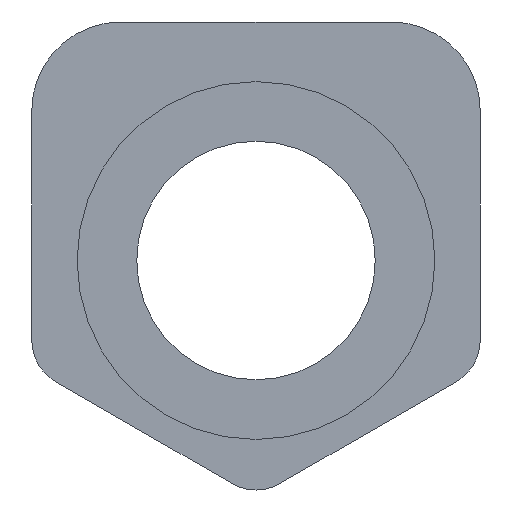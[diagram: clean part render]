
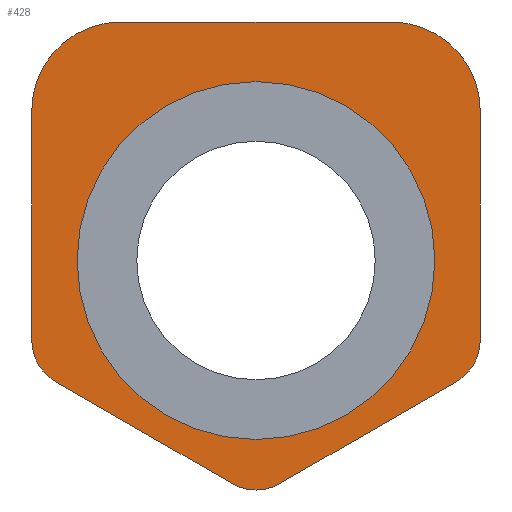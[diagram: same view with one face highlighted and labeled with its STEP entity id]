
A CAD part, front view. The second image highlights one B-rep face of the part: STEP entity #428.
In plain terms, the highlighted planar face has unit normal (0, -1, 0).
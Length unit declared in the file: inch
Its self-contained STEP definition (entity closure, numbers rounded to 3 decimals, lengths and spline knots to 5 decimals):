
#13 = VERTEX_POINT ( 'NONE', #176 ) ;
#14 = CARTESIAN_POINT ( 'NONE',  ( -0.21, 0., -0.12698 ) ) ;
#18 = CARTESIAN_POINT ( 'NONE',  ( -0.21, 0., -0.12698 ) ) ;
#28 = CARTESIAN_POINT ( 'NONE',  ( 0.235, 0., -0.08368 ) ) ;
#36 = ORIENTED_EDGE ( 'NONE', *, *, #179, .T. ) ;
#42 = VERTEX_POINT ( 'NONE', #413 ) ;
#53 = ORIENTED_EDGE ( 'NONE', *, *, #351, .F. ) ;
#55 = CARTESIAN_POINT ( 'NONE',  ( -0.025, 0., -0.23379 ) ) ;
#60 = CARTESIAN_POINT ( 'NONE',  ( -0.142, 0., 0.25 ) ) ;
#68 = AXIS2_PLACEMENT_3D ( 'NONE', #391, #488, #222 ) ;
#78 = VERTEX_POINT ( 'NONE', #350 ) ;
#83 = EDGE_CURVE ( 'NONE', #42, #318, #454, .T. ) ;
#89 = CARTESIAN_POINT ( 'NONE',  ( 0.025, 0., -0.23379 ) ) ;
#90 = EDGE_CURVE ( 'NONE', #451, #119, #204, .T. ) ;
#95 = CARTESIAN_POINT ( 'NONE',  ( -0.235, 0., 0.11554 ) ) ;
#104 = DIRECTION ( 'NONE',  ( 0., 1., 0. ) ) ;
#112 = DIRECTION ( 'NONE',  ( 0., -1., 0. ) ) ;
#114 = EDGE_CURVE ( 'NONE', #302, #406, #513, .T. ) ;
#118 = DIRECTION ( 'NONE',  ( 0., 0., -1. ) ) ;
#119 = VERTEX_POINT ( 'NONE', #129 ) ;
#120 = CARTESIAN_POINT ( 'NONE',  ( 0., 0., -0.1875 ) ) ;
#122 = ORIENTED_EDGE ( 'NONE', *, *, #671, .T. ) ;
#129 = CARTESIAN_POINT ( 'NONE',  ( 0., 0., 0.1875 ) ) ;
#154 = VERTEX_POINT ( 'NONE', #28 ) ;
#155 = DIRECTION ( 'NONE',  ( 0., 0., -1. ) ) ;
#160 = EDGE_CURVE ( 'NONE', #154, #13, #558, .T. ) ;
#165 = CARTESIAN_POINT ( 'NONE',  ( 0.025, 0., -0.23379 ) ) ;
#172 = DIRECTION ( 'NONE',  ( 0.866, 0., -0.5 ) ) ;
#176 = CARTESIAN_POINT ( 'NONE',  ( 0.235, 0., 0.157 ) ) ;
#177 = DIRECTION ( 'NONE',  ( 0., 1., 0. ) ) ;
#179 = EDGE_CURVE ( 'NONE', #318, #78, #577, .T. ) ;
#199 = VERTEX_POINT ( 'NONE', #55 ) ;
#203 = CARTESIAN_POINT ( 'NONE',  ( 0., 0., 0. ) ) ;
#204 = CIRCLE ( 'NONE', #656, 0.1875 ) ;
#210 = DIRECTION ( 'NONE',  ( 0., 0., 1. ) ) ;
#217 = CARTESIAN_POINT ( 'NONE',  ( 0.235, 0., 0.11554 ) ) ;
#222 = DIRECTION ( 'NONE',  ( 0., 0., 1. ) ) ;
#230 = CARTESIAN_POINT ( 'NONE',  ( -0.04771, 0., 0.11554 ) ) ;
#267 = DIRECTION ( 'NONE',  ( 0., 0., 1. ) ) ;
#271 = DIRECTION ( 'NONE',  ( 0., -1., 0. ) ) ;
#274 = CARTESIAN_POINT ( 'NONE',  ( -0.235, 0., -0.08368 ) ) ;
#278 = AXIS2_PLACEMENT_3D ( 'NONE', #573, #310, #210 ) ;
#285 = DIRECTION ( 'NONE',  ( 0., 0., 1. ) ) ;
#292 = DIRECTION ( 'NONE',  ( 0., 1., 0. ) ) ;
#302 = VERTEX_POINT ( 'NONE', #165 ) ;
#307 = DIRECTION ( 'NONE',  ( 0., 1., 0. ) ) ;
#310 = DIRECTION ( 'NONE',  ( 0., -1., 0. ) ) ;
#317 = AXIS2_PLACEMENT_3D ( 'NONE', #375, #271, #419 ) ;
#318 = VERTEX_POINT ( 'NONE', #60 ) ;
#330 = CIRCLE ( 'NONE', #504, 0.1875 ) ;
#334 = FACE_OUTER_BOUND ( 'NONE', #552, .T. ) ;
#337 = EDGE_CURVE ( 'NONE', #13, #42, #425, .T. ) ;
#350 = CARTESIAN_POINT ( 'NONE',  ( -0.235, 0., 0.157 ) ) ;
#351 = EDGE_CURVE ( 'NONE', #154, #406, #514, .T. ) ;
#354 = AXIS2_PLACEMENT_3D ( 'NONE', #230, #112, #118 ) ;
#363 = CARTESIAN_POINT ( 'NONE',  ( -0.04771, 0., 0.25 ) ) ;
#365 = ORIENTED_EDGE ( 'NONE', *, *, #160, .T. ) ;
#368 = EDGE_CURVE ( 'NONE', #399, #199, #446, .T. ) ;
#375 = CARTESIAN_POINT ( 'NONE',  ( 0.142, 0., 0.157 ) ) ;
#377 = CIRCLE ( 'NONE', #459, 0.05 ) ;
#385 = VECTOR ( 'NONE', #172, 39.37008 ) ;
#388 = CARTESIAN_POINT ( 'NONE',  ( 0.21, 0., -0.12698 ) ) ;
#391 = CARTESIAN_POINT ( 'NONE',  ( 0., 0., -0.19049 ) ) ;
#395 = DIRECTION ( 'NONE',  ( 0., 0., 1. ) ) ;
#399 = VERTEX_POINT ( 'NONE', #18 ) ;
#406 = VERTEX_POINT ( 'NONE', #388 ) ;
#407 = EDGE_CURVE ( 'NONE', #119, #451, #330, .T. ) ;
#409 = ORIENTED_EDGE ( 'NONE', *, *, #337, .T. ) ;
#413 = CARTESIAN_POINT ( 'NONE',  ( 0.142, 0., 0.25 ) ) ;
#414 = CARTESIAN_POINT ( 'NONE',  ( 0.185, 0., -0.08368 ) ) ;
#419 = DIRECTION ( 'NONE',  ( 0., 0., 1. ) ) ;
#422 = ORIENTED_EDGE ( 'NONE', *, *, #509, .F. ) ;
#425 = CIRCLE ( 'NONE', #317, 0.093 ) ;
#428 = ADVANCED_FACE ( 'NONE', ( #596, #334 ), #590, .T. ) ;
#444 = VERTEX_POINT ( 'NONE', #274 ) ;
#445 = EDGE_CURVE ( 'NONE', #302, #199, #666, .T. ) ;
#446 = LINE ( 'NONE', #14, #385 ) ;
#451 = VERTEX_POINT ( 'NONE', #120 ) ;
#454 = LINE ( 'NONE', #363, #677 ) ;
#459 = AXIS2_PLACEMENT_3D ( 'NONE', #668, #307, #395 ) ;
#465 = ORIENTED_EDGE ( 'NONE', *, *, #407, .T. ) ;
#482 = ORIENTED_EDGE ( 'NONE', *, *, #114, .T. ) ;
#488 = DIRECTION ( 'NONE',  ( 0., 1., 0. ) ) ;
#498 = ORIENTED_EDGE ( 'NONE', *, *, #83, .T. ) ;
#503 = ORIENTED_EDGE ( 'NONE', *, *, #445, .F. ) ;
#504 = AXIS2_PLACEMENT_3D ( 'NONE', #602, #177, #285 ) ;
#507 = EDGE_LOOP ( 'NONE', ( #465, #616 ) ) ;
#509 = EDGE_CURVE ( 'NONE', #399, #444, #377, .T. ) ;
#513 = LINE ( 'NONE', #89, #591 ) ;
#514 = CIRCLE ( 'NONE', #647, 0.05 ) ;
#517 = DIRECTION ( 'NONE',  ( 0.866, 0., 0.5 ) ) ;
#535 = VECTOR ( 'NONE', #267, 39.37008 ) ;
#546 = VECTOR ( 'NONE', #155, 39.37008 ) ;
#550 = ORIENTED_EDGE ( 'NONE', *, *, #368, .T. ) ;
#552 = EDGE_LOOP ( 'NONE', ( #550, #503, #482, #53, #365, #409, #498, #36, #122, #422 ) ) ;
#558 = LINE ( 'NONE', #217, #535 ) ;
#568 = DIRECTION ( 'NONE',  ( 0., 0., 1. ) ) ;
#573 = CARTESIAN_POINT ( 'NONE',  ( -0.142, 0., 0.157 ) ) ;
#577 = CIRCLE ( 'NONE', #278, 0.093 ) ;
#590 = PLANE ( 'NONE',  #354 ) ;
#591 = VECTOR ( 'NONE', #517, 39.37008 ) ;
#596 = FACE_BOUND ( 'NONE', #507, .T. ) ;
#602 = CARTESIAN_POINT ( 'NONE',  ( 0., 0., 0. ) ) ;
#606 = DIRECTION ( 'NONE',  ( -1., 0., 0. ) ) ;
#616 = ORIENTED_EDGE ( 'NONE', *, *, #90, .T. ) ;
#624 = LINE ( 'NONE', #95, #546 ) ;
#643 = DIRECTION ( 'NONE',  ( 0., 0., 1. ) ) ;
#647 = AXIS2_PLACEMENT_3D ( 'NONE', #414, #104, #643 ) ;
#656 = AXIS2_PLACEMENT_3D ( 'NONE', #203, #292, #568 ) ;
#666 = CIRCLE ( 'NONE', #68, 0.05 ) ;
#668 = CARTESIAN_POINT ( 'NONE',  ( -0.185, 0., -0.08368 ) ) ;
#671 = EDGE_CURVE ( 'NONE', #78, #444, #624, .T. ) ;
#677 = VECTOR ( 'NONE', #606, 39.37008 ) ;
